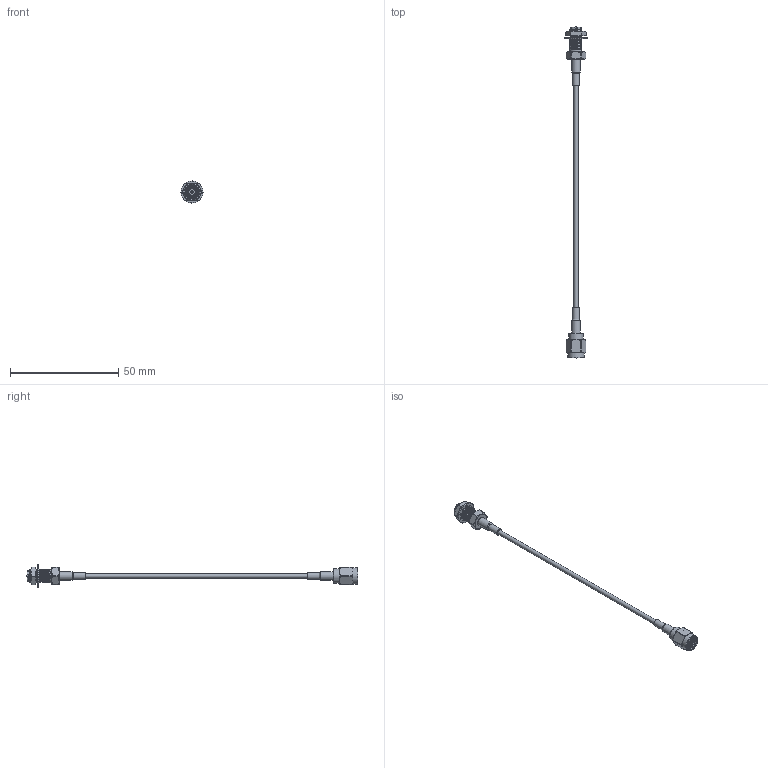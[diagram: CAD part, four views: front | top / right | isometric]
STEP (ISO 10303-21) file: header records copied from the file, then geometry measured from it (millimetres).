
FILE_DESCRIPTION(/* description */ ('Unknown'),/* implementation_level */ '2;1');
FILE_NAME(/* name */ '655040115xxx01',/* time_stamp */ '2021-03-29T11:36:05+02:00',/* author */ ('Unknown'),/* organization */ ('Unknown'),/* preprocessor_version */ 'ST-DEVELOPER v16.7',/* originating_system */ 'DEX',/* authorisation */ $);
FILE_SCHEMA (('AUTOMOTIVE_DESIGN {1 0 10303 214 3 1 1}'));
Length unit declared in the file: millimetre
Products named in the file (21): 655040115xxx01; RG-178_6inch; 63046020110420_All; 63046020110420; 63046020110420_connector body; 60346021210420_retainer ring; 60346021210420_gasket; 60346021210420_insulator; 60346021210420_shell; 63046020110420_CenterPin; 63046020110420_Ferrule; 60326421110420_Insulator2; 63026420210420; 60326421110420_ConnectorBody; 60326421110420_Insulator; 6032642011xx20_Washer; 63026420210420_CenterPin; 60326521110420_Ferrule; 6032642011xx20_Nut; 655040115xxx01_Insulator
Assembly tree (21 placements, depth 4):
  655040115xxx01
    RG-178_6inch
    63046020110420_All
      63046020110420
        63046020110420_connector body
        60346021210420_retainer ring
        60346021210420_gasket
        60346021210420_insulator
        60346021210420_shell
      63046020110420_CenterPin
      63046020110420_Ferrule
      60326421110420_Insulator2
    63026420210420
      60326421110420_ConnectorBody
      60326421110420_Insulator
      6032642011xx20_Washer
      60326421110420_Insulator2
      63026420210420_CenterPin
      60326521110420_Ferrule
      6032642011xx20_Nut
    655040115xxx01_Insulator  x2
Bounding box: 10.2 x 153.5 x 10.2 mm (x, y, z)
Volume: 2105.6 mm3; surface area: 5469.8 mm2
Topology: 21 solids, 21 shells, 349 faces, 810 edges, 531 vertices
Faces by surface type: plane 150, cylinder 120, cone 39, torus 34, bspline 6
Full cylindrical faces by diameter (mm): 0.4 x3, 0.52 x1, 0.6 x1, 0.88 x2, 0.922 x1, 1.05 x1, 1.27 x5, 1.3 x1, 1.4 x2, 1.45 x2, 1.53 x1, 1.7 x4, 1.8 x2, 2 x2, 2.1 x3, 2.2 x6, 2.25 x2, 2.3 x1, 2.9 x1, 3 x8, 3.1 x2, 4 x2, 4.1 x2, 4.5 x1, 4.56 x1, 4.65 x1, 4.75 x1, 5.34 x1, 6 x1, 6.5 x2
Entity records: 17381 total; most frequent: CARTESIAN_POINT 9960, DIRECTION 1436, ORIENTED_EDGE 1254, EDGE_CURVE 627, AXIS2_PLACEMENT_3D 624, EDGE_LOOP 507, FACE_BOUND 507, VERTEX_POINT 472
